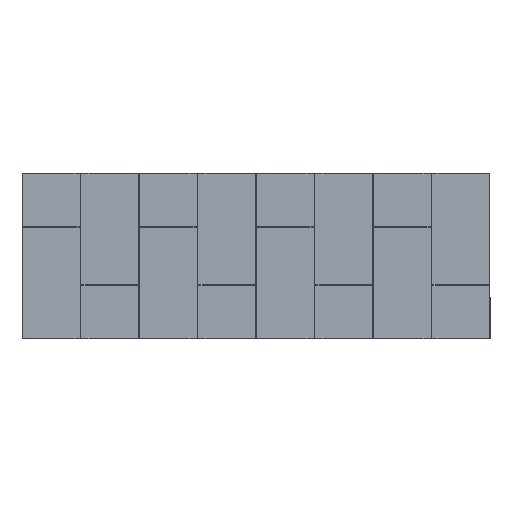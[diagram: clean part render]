
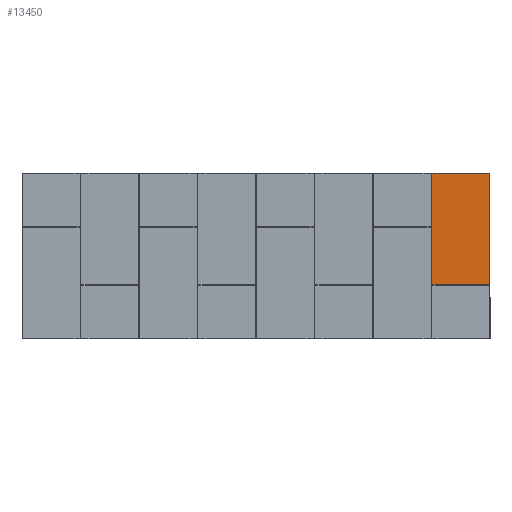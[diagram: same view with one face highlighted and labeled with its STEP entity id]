
A CAD part, top view. The second image highlights one B-rep face of the part: STEP entity #13450.
In plain terms, the highlighted planar face has unit normal (0, 0, 1).
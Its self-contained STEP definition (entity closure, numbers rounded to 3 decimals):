
#291 = EDGE_CURVE ( 'NONE', #16933, #8317, #7213, .T. ) ;
#364 = CARTESIAN_POINT ( 'NONE',  ( 916.593, -607.335, 4.762 ) ) ;
#689 = EDGE_CURVE ( 'NONE', #12797, #5311, #11443, .T. ) ;
#1197 = VECTOR ( 'NONE', #18156, 1000. ) ;
#1876 = CARTESIAN_POINT ( 'NONE',  ( 916.554, 0., 4.762 ) ) ;
#2065 = CARTESIAN_POINT ( 'NONE',  ( 916.554, -607.2, 4.762 ) ) ;
#2229 = AXIS2_PLACEMENT_3D ( 'NONE', #11340, #10881, #12795 ) ;
#2397 = CARTESIAN_POINT ( 'NONE',  ( 916.62, -607.368, 4.762 ) ) ;
#2783 = FACE_OUTER_BOUND ( 'NONE', #16546, .T. ) ;
#3318 = EDGE_CURVE ( 'NONE', #8317, #4885, #16365, .T. ) ;
#3863 = CARTESIAN_POINT ( 'NONE',  ( 916.568, -607.285, 4.762 ) ) ;
#4666 = CARTESIAN_POINT ( 'NONE',  ( 1218.235, -607.446, 4.763 ) ) ;
#4885 = VERTEX_POINT ( 'NONE', #4666 ) ;
#5311 = VERTEX_POINT ( 'NONE', #5951 ) ;
#5591 = ORIENTED_EDGE ( 'NONE', *, *, #21895, .T. ) ;
#5637 = LINE ( 'NONE', #9134, #8124 ) ;
#5659 = CARTESIAN_POINT ( 'NONE',  ( 916.601, -607.346, 4.762 ) ) ;
#5951 = CARTESIAN_POINT ( 'NONE',  ( 916.554, -607.2, 4.762 ) ) ;
#7139 = CARTESIAN_POINT ( 'NONE',  ( 916.756, -607.444, 4.762 ) ) ;
#7213 = LINE ( 'NONE', #8684, #15828 ) ;
#7566 = CARTESIAN_POINT ( 'NONE',  ( 916.654, -607.399, 4.762 ) ) ;
#8124 = VECTOR ( 'NONE', #13749, 1000. ) ;
#8317 = VERTEX_POINT ( 'NONE', #20619 ) ;
#8684 = CARTESIAN_POINT ( 'NONE',  ( 0., -25.4, 4.762 ) ) ;
#8933 = CARTESIAN_POINT ( 'NONE',  ( 916.8, -607.446, 4.762 ) ) ;
#9134 = CARTESIAN_POINT ( 'NONE',  ( 0., -607.446, 4.762 ) ) ;
#9960 = ORIENTED_EDGE ( 'NONE', *, *, #291, .F. ) ;
#10727 = CARTESIAN_POINT ( 'NONE',  ( 916.638, -607.386, 4.762 ) ) ;
#10835 = CARTESIAN_POINT ( 'NONE',  ( 916.554, -607.222, 4.762 ) ) ;
#10881 = DIRECTION ( 'NONE',  ( 0., 0., 1. ) ) ;
#11340 = CARTESIAN_POINT ( 'NONE',  ( 0., 0., 4.762 ) ) ;
#11443 = B_SPLINE_CURVE_WITH_KNOTS ( 'NONE', 3,
 ( #8933, #12627, #7139, #14205, #21035, #15785, #7566, #10727, #21133, #2397, #19251, #5659, #364, #16004, #3863, #12188, #10835, #2065 ),
 .UNSPECIFIED., .F., .F.,
 ( 4, 2, 2, 2, 2, 2, 2, 2, 4 ),
 ( 0., 0.169, 0.333, 0.436, 0.5, 0.564, 0.667, 0.831, 1. ),
 .UNSPECIFIED. ) ;
#12188 = CARTESIAN_POINT ( 'NONE',  ( 916.556, -607.244, 4.762 ) ) ;
#12338 = ORIENTED_EDGE ( 'NONE', *, *, #17201, .T. ) ;
#12435 = CARTESIAN_POINT ( 'NONE',  ( 916.8, -607.446, 4.762 ) ) ;
#12627 = CARTESIAN_POINT ( 'NONE',  ( 916.778, -607.446, 4.762 ) ) ;
#12795 = DIRECTION ( 'NONE',  ( 1., 0., 0. ) ) ;
#12797 = VERTEX_POINT ( 'NONE', #12435 ) ;
#12894 = ORIENTED_EDGE ( 'NONE', *, *, #689, .F. ) ;
#13060 = CARTESIAN_POINT ( 'NONE',  ( 916.554, -25.4, 4.762 ) ) ;
#13397 = VECTOR ( 'NONE', #17503, 1000. ) ;
#13450 = ADVANCED_FACE ( 'NONE', ( #2783 ), #21417, .T. ) ;
#13749 = DIRECTION ( 'NONE',  ( 1., 0., 0. ) ) ;
#13806 = LINE ( 'NONE', #1876, #13397 ) ;
#14205 = CARTESIAN_POINT ( 'NONE',  ( 916.715, -607.432, 4.762 ) ) ;
#15538 = DIRECTION ( 'NONE',  ( 1., 0., 0. ) ) ;
#15785 = CARTESIAN_POINT ( 'NONE',  ( 916.665, -607.407, 4.762 ) ) ;
#15828 = VECTOR ( 'NONE', #15538, 1000. ) ;
#16004 = CARTESIAN_POINT ( 'NONE',  ( 916.576, -607.305, 4.762 ) ) ;
#16365 = LINE ( 'NONE', #18371, #1197 ) ;
#16546 = EDGE_LOOP ( 'NONE', ( #9960, #12338, #12894, #5591, #17861 ) ) ;
#16933 = VERTEX_POINT ( 'NONE', #13060 ) ;
#17201 = EDGE_CURVE ( 'NONE', #16933, #5311, #13806, .T. ) ;
#17503 = DIRECTION ( 'NONE',  ( 0., -1., 0. ) ) ;
#17861 = ORIENTED_EDGE ( 'NONE', *, *, #3318, .F. ) ;
#18156 = DIRECTION ( 'NONE',  ( 0., -1., 0. ) ) ;
#18371 = CARTESIAN_POINT ( 'NONE',  ( 1218.235, 0., 4.763 ) ) ;
#19251 = CARTESIAN_POINT ( 'NONE',  ( 916.614, -607.362, 4.762 ) ) ;
#20619 = CARTESIAN_POINT ( 'NONE',  ( 1218.235, -25.4, 4.763 ) ) ;
#21035 = CARTESIAN_POINT ( 'NONE',  ( 916.695, -607.424, 4.762 ) ) ;
#21133 = CARTESIAN_POINT ( 'NONE',  ( 916.632, -607.38, 4.762 ) ) ;
#21417 = PLANE ( 'NONE',  #2229 ) ;
#21895 = EDGE_CURVE ( 'NONE', #12797, #4885, #5637, .T. ) ;
